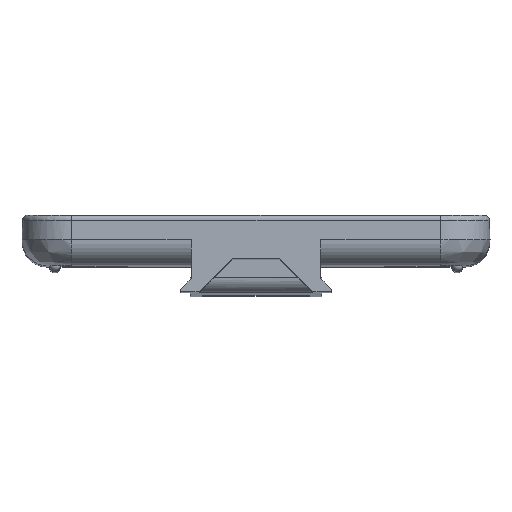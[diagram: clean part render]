
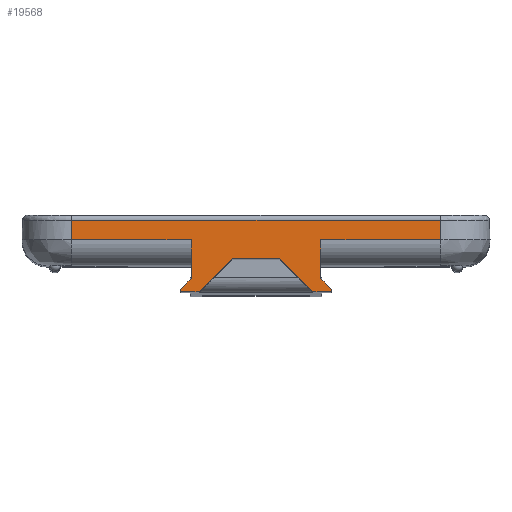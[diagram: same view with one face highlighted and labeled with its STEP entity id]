
A CAD part, top view. The second image highlights one B-rep face of the part: STEP entity #19568.
In plain terms, the highlighted planar face has unit normal (0, 0.026, 1).
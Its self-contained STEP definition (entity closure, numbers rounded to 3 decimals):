
#2652=CARTESIAN_POINT('',(-22.921,3.082,105.064));
#2664=DIRECTION('',(0.,1.,-0.026));
#2665=VECTOR('',#2664,4.84);
#2666=CARTESIAN_POINT('',(8.056,-1.756,105.191));
#2667=LINE('',#2666,#2665);
#2668=DIRECTION('',(0.707,-0.707,0.019));
#2669=VECTOR('',#2668,1.881);
#2670=CARTESIAN_POINT('',(8.056,-1.756,105.191));
#2671=LINE('',#2670,#2669);
#2672=CARTESIAN_POINT('',(9.276,-3.352,105.232));
#2673=CARTESIAN_POINT('',(9.305,-3.352,105.232));
#2674=CARTESIAN_POINT('',(9.345,-3.341,105.232));
#2675=CARTESIAN_POINT('',(9.408,-3.289,105.231));
#2676=CARTESIAN_POINT('',(9.435,-3.224,105.229));
#2677=CARTESIAN_POINT('',(9.428,-3.143,105.227));
#2678=CARTESIAN_POINT('',(9.406,-3.107,105.226));
#2679=CARTESIAN_POINT('',(9.386,-3.086,105.225));
#2681=DIRECTION('',(-1.,0.,0.));
#2682=VECTOR('',#2681,2.216);
#2683=CARTESIAN_POINT('',(9.276,-3.352,105.232));
#2684=LINE('',#2683,#2682);
#2685=DIRECTION('',(0.707,-0.707,0.019));
#2686=VECTOR('',#2685,5.799);
#2687=CARTESIAN_POINT('',(2.96,0.748,105.125));
#2688=LINE('',#2687,#2686);
#2689=DIRECTION('',(1.,0.,0.));
#2690=VECTOR('',#2689,5.92);
#2691=CARTESIAN_POINT('',(-2.96,0.748,
105.125));
#2692=LINE('',#2691,#2690);
#2693=DIRECTION('',(0.707,0.707,-0.019));
#2694=VECTOR('',#2693,5.799);
#2695=CARTESIAN_POINT('',(-7.06,-3.352,
105.232));
#2696=LINE('',#2695,#2694);
#2697=DIRECTION('',(-1.,0.,0.));
#2698=VECTOR('',#2697,2.216);
#2699=CARTESIAN_POINT('',(-7.06,-3.352,
105.232));
#2700=LINE('',#2699,#2698);
#2701=CARTESIAN_POINT('',(-9.386,-3.086,
105.225));
#2702=CARTESIAN_POINT('',(-9.406,-3.107,
105.226));
#2703=CARTESIAN_POINT('',(-9.428,-3.143,
105.227));
#2704=CARTESIAN_POINT('',(-9.435,-3.224,
105.229));
#2705=CARTESIAN_POINT('',(-9.408,-3.289,
105.231));
#2706=CARTESIAN_POINT('',(-9.345,-3.341,
105.232));
#2707=CARTESIAN_POINT('',(-9.305,-3.352,
105.232));
#2708=CARTESIAN_POINT('',(-9.276,-3.352,
105.232));
#2710=DIRECTION('',(0.707,0.707,-0.019));
#2711=VECTOR('',#2710,1.881);
#2712=CARTESIAN_POINT('',(-9.386,-3.086,
105.225));
#2713=LINE('',#2712,#2711);
#2714=DIRECTION('',(0.,-1.,0.026));
#2715=VECTOR('',#2714,4.84);
#2716=CARTESIAN_POINT('',(-8.056,3.082,105.064));
#2717=LINE('',#2716,#2715);
#2718=DIRECTION('',(0.026,0.999,-0.026));
#2719=VECTOR('',#2718,2.436);
#2720=CARTESIAN_POINT('',(-22.921,3.082,105.064));
#2721=LINE('',#2720,#2719);
#2722=DIRECTION('',(-1.,0.,0.));
#2723=VECTOR('',#2722,45.715);
#2724=CARTESIAN_POINT('',(22.858,5.517,105.));
#2725=LINE('',#2724,#2723);
#2726=DIRECTION('',(0.026,-0.999,0.026));
#2727=VECTOR('',#2726,2.436);
#2728=CARTESIAN_POINT('',(22.858,5.517,105.));
#2729=LINE('',#2728,#2727);
#2734=DIRECTION('',(1.,0.,0.));
#2735=VECTOR('',#2734,14.866);
#2736=CARTESIAN_POINT('',(8.056,3.082,105.064));
#2737=LINE('',#2736,#2735);
#2770=CARTESIAN_POINT('',(22.921,3.082,105.064));
#2896=DIRECTION('',(1.,0.,0.));
#2897=VECTOR('',#2896,14.866);
#2898=CARTESIAN_POINT('',(-22.921,3.082,105.064));
#2899=LINE('',#2898,#2897);
#15518=VERTEX_POINT('',#2652);
#15524=VERTEX_POINT('',#2770);
#15691=CARTESIAN_POINT('',(22.858,5.517,105.));
#15692=CARTESIAN_POINT('',(-22.858,5.517,
105.));
#15693=VERTEX_POINT('',#15691);
#15694=VERTEX_POINT('',#15692);
#17970=CARTESIAN_POINT('',(8.056,-1.756,105.191));
#17971=CARTESIAN_POINT('',(8.056,3.082,105.064));
#17972=VERTEX_POINT('',#17970);
#17973=VERTEX_POINT('',#17971);
#17974=CARTESIAN_POINT('',(-8.056,3.082,105.064));
#17975=CARTESIAN_POINT('',(-8.056,-1.756,105.191));
#17976=VERTEX_POINT('',#17974);
#17977=VERTEX_POINT('',#17975);
#17978=CARTESIAN_POINT('',(9.386,-3.086,
105.225));
#17979=VERTEX_POINT('',#17978);
#17980=VERTEX_POINT('',#2672);
#17981=CARTESIAN_POINT('',(7.06,-3.352,
105.232));
#17982=VERTEX_POINT('',#17981);
#17983=CARTESIAN_POINT('',(2.96,0.748,
105.125));
#17984=VERTEX_POINT('',#17983);
#17985=CARTESIAN_POINT('',(-2.96,0.748,
105.125));
#17986=VERTEX_POINT('',#17985);
#17987=CARTESIAN_POINT('',(-7.06,-3.352,
105.232));
#17988=VERTEX_POINT('',#17987);
#17989=CARTESIAN_POINT('',(-9.276,-3.352,
105.232));
#17990=VERTEX_POINT('',#17989);
#17991=VERTEX_POINT('',#2701);
#19532=CARTESIAN_POINT('',(-31.551,0.004,
105.144));
#19533=DIRECTION('',(0.,0.026,1.));
#19534=DIRECTION('',(-1.,0.,0.));
#19535=AXIS2_PLACEMENT_3D('',#19532,#19533,#19534);
#19536=PLANE('',#19535);
#19538=ORIENTED_EDGE('',*,*,#19537,.F.);
#19539=ORIENTED_EDGE('',*,*,#18098,.F.);
#19541=ORIENTED_EDGE('',*,*,#19540,.T.);
#19543=ORIENTED_EDGE('',*,*,#19542,.F.);
#19545=ORIENTED_EDGE('',*,*,#19544,.T.);
#19547=ORIENTED_EDGE('',*,*,#19546,.F.);
#19549=ORIENTED_EDGE('',*,*,#19548,.F.);
#19551=ORIENTED_EDGE('',*,*,#19550,.F.);
#19553=ORIENTED_EDGE('',*,*,#19552,.T.);
#19555=ORIENTED_EDGE('',*,*,#19554,.F.);
#19557=ORIENTED_EDGE('',*,*,#19556,.T.);
#19558=ORIENTED_EDGE('',*,*,#18200,.F.);
#19560=ORIENTED_EDGE('',*,*,#19559,.F.);
#19561=ORIENTED_EDGE('',*,*,#19524,.T.);
#19563=ORIENTED_EDGE('',*,*,#19562,.F.);
#19565=ORIENTED_EDGE('',*,*,#19564,.T.);
#19566=EDGE_LOOP('',(#19538,#19539,#19541,#19543,#19545,#19547,#19549,#19551,
#19553,#19555,#19557,#19558,#19560,#19561,#19563,#19565));
#19567=FACE_OUTER_BOUND('',#19566,.F.);
#19568=ADVANCED_FACE('',(#19567),#19536,.T.);
#2680=B_SPLINE_CURVE_WITH_KNOTS('',3,(#2672,#2673,#2674,#2675,#2676,#2677,#2678,
#2679),.UNSPECIFIED.,.F.,.F.,(4,1,1,1,1,4),(0.,0.2,0.4,0.6,0.8,1.),
.UNSPECIFIED.);
#2709=B_SPLINE_CURVE_WITH_KNOTS('',3,(#2701,#2702,#2703,#2704,#2705,#2706,#2707,
#2708),.UNSPECIFIED.,.F.,.F.,(4,1,1,1,1,4),(0.,0.2,0.4,0.6,0.8,1.),
.UNSPECIFIED.);
#18098=EDGE_CURVE('',#17972,#17973,#2667,.T.);
#18200=EDGE_CURVE('',#17976,#17977,#2717,.T.);
#19524=EDGE_CURVE('',#15518,#15694,#2721,.T.);
#19537=EDGE_CURVE('',#17973,#15524,#2737,.T.);
#19540=EDGE_CURVE('',#17972,#17979,#2671,.T.);
#19542=EDGE_CURVE('',#17980,#17979,#2680,.T.);
#19544=EDGE_CURVE('',#17980,#17982,#2684,.T.);
#19546=EDGE_CURVE('',#17984,#17982,#2688,.T.);
#19548=EDGE_CURVE('',#17986,#17984,#2692,.T.);
#19550=EDGE_CURVE('',#17988,#17986,#2696,.T.);
#19552=EDGE_CURVE('',#17988,#17990,#2700,.T.);
#19554=EDGE_CURVE('',#17991,#17990,#2709,.T.);
#19556=EDGE_CURVE('',#17991,#17977,#2713,.T.);
#19559=EDGE_CURVE('',#15518,#17976,#2899,.T.);
#19562=EDGE_CURVE('',#15693,#15694,#2725,.T.);
#19564=EDGE_CURVE('',#15693,#15524,#2729,.T.);
